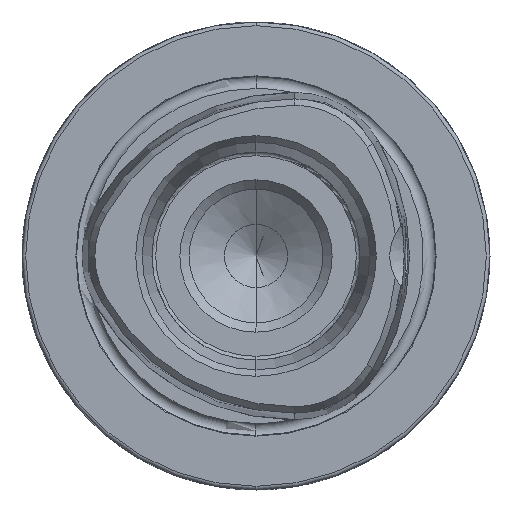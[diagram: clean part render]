
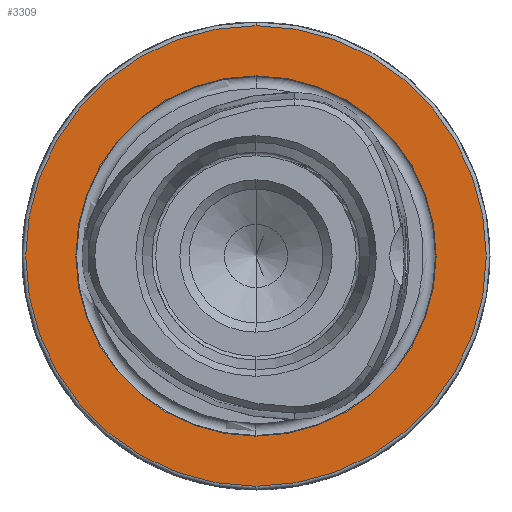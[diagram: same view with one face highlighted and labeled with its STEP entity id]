
A CAD part, left-side view. The second image highlights one B-rep face of the part: STEP entity #3309.
In plain terms, the highlighted planar face has unit normal (-1, 0, 0).
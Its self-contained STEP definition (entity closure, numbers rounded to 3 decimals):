
#251 = CIRCLE ( 'NONE', #6520, 24.25 ) ;
#258 = CIRCLE ( 'NONE', #6523, 31. ) ;
#646 = CARTESIAN_POINT ( 'NONE',  ( 0., 0., 0. ) ) ;
#647 = DIRECTION ( 'NONE',  ( -1., 0., 0. ) ) ;
#648 = DIRECTION ( 'NONE',  ( 0., 0., 1. ) ) ;
#651 = CARTESIAN_POINT ( 'NONE',  ( 0., 0., 0. ) ) ;
#652 = DIRECTION ( 'NONE',  ( -1., 0., 0. ) ) ;
#653 = DIRECTION ( 'NONE',  ( 0., 0., 1. ) ) ;
#819 = EDGE_CURVE ( 'NONE', #7596, #7595, #251, .T. ) ;
#823 = EDGE_CURVE ( 'NONE', #7570, #7574, #258, .T. ) ;
#1043 = CARTESIAN_POINT ( 'NONE',  ( 0., 24.25, 0. ) ) ;
#1046 = PLANE ( 'NONE',  #8136 ) ;
#1048 = DIRECTION ( 'NONE',  ( 1., 0., 0. ) ) ;
#1049 = DIRECTION ( 'NONE',  ( 0., 0., -1. ) ) ;
#1426 = FACE_BOUND ( 'NONE', #6409, .T. ) ;
#1435 = FACE_OUTER_BOUND ( 'NONE', #6407, .T. ) ;
#3309 = ADVANCED_FACE ( 'NONE', ( #1426, #1435 ), #1046, .F. ) ;
#3956 = CARTESIAN_POINT ( 'NONE',  ( 0., 0., 31. ) ) ;
#3964 = CARTESIAN_POINT ( 'NONE',  ( 0., 0., -31. ) ) ;
#3996 = CARTESIAN_POINT ( 'NONE',  ( 0., 0., 24.25 ) ) ;
#3997 = CARTESIAN_POINT ( 'NONE',  ( 0., 0., -24.25 ) ) ;
#4793 = CIRCLE ( 'NONE', #8189, 31. ) ;
#4795 = CIRCLE ( 'NONE', #8190, 24.25 ) ;
#6051 = EDGE_CURVE ( 'NONE', #7574, #7570, #4793, .T. ) ;
#6052 = EDGE_CURVE ( 'NONE', #7595, #7596, #4795, .T. ) ;
#6407 = EDGE_LOOP ( 'NONE', ( #6458, #6459 ) ) ;
#6409 = EDGE_LOOP ( 'NONE', ( #6456, #6457 ) ) ;
#6456 = ORIENTED_EDGE ( 'NONE', *, *, #6052, .F. ) ;
#6457 = ORIENTED_EDGE ( 'NONE', *, *, #819, .F. ) ;
#6458 = ORIENTED_EDGE ( 'NONE', *, *, #823, .T. ) ;
#6459 = ORIENTED_EDGE ( 'NONE', *, *, #6051, .T. ) ;
#6520 = AXIS2_PLACEMENT_3D ( 'NONE', #7264, #7265, #7266 ) ;
#6523 = AXIS2_PLACEMENT_3D ( 'NONE', #7275, #7276, #7277 ) ;
#7264 = CARTESIAN_POINT ( 'NONE',  ( 0., 0., 0. ) ) ;
#7265 = DIRECTION ( 'NONE',  ( -1., 0., 0. ) ) ;
#7266 = DIRECTION ( 'NONE',  ( 0., 0., 1. ) ) ;
#7275 = CARTESIAN_POINT ( 'NONE',  ( 0., 0., 0. ) ) ;
#7276 = DIRECTION ( 'NONE',  ( -1., 0., 0. ) ) ;
#7277 = DIRECTION ( 'NONE',  ( 0., 0., 1. ) ) ;
#7570 = VERTEX_POINT ( 'NONE', #3956 ) ;
#7574 = VERTEX_POINT ( 'NONE', #3964 ) ;
#7595 = VERTEX_POINT ( 'NONE', #3996 ) ;
#7596 = VERTEX_POINT ( 'NONE', #3997 ) ;
#8136 = AXIS2_PLACEMENT_3D ( 'NONE', #1043, #1048, #1049 ) ;
#8189 = AXIS2_PLACEMENT_3D ( 'NONE', #646, #647, #648 ) ;
#8190 = AXIS2_PLACEMENT_3D ( 'NONE', #651, #652, #653 ) ;
